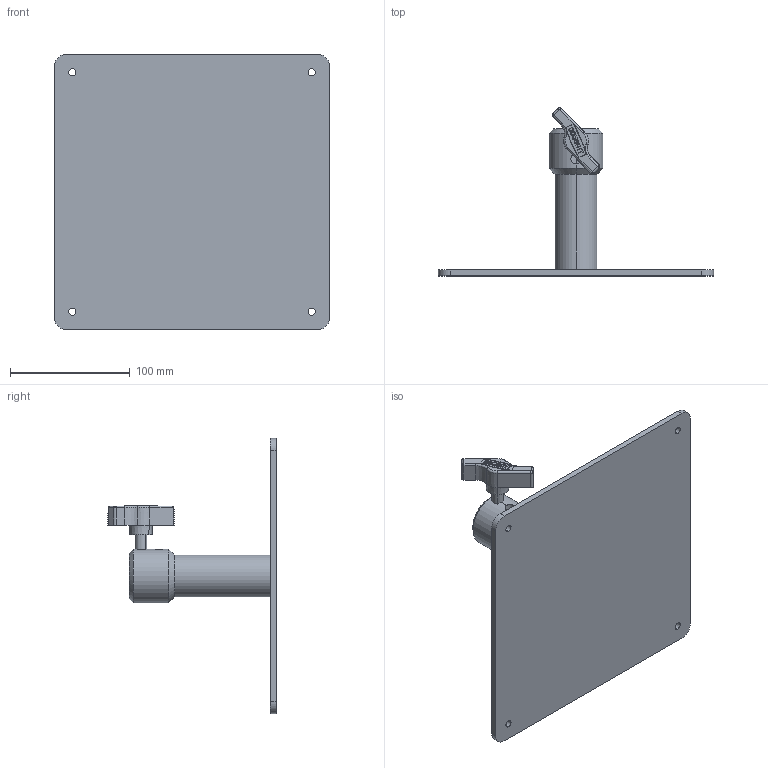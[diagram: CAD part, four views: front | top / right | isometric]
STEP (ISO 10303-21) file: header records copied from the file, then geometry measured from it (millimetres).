
FILE_DESCRIPTION (( 'STEP AP203' ), '1' );
FILE_NAME ('T54200.STEP', '2023-01-18T17:16:50', ( '' ), ( '' ), 'SwSTEP 2.0', 'SolidWorks 2022', '' );
FILE_SCHEMA (( 'CONFIG_CONTROL_DESIGN' ));
Length unit declared in the file: millimetre
Products named in the file (5): TH1371; T54200; TH1372; Doughty Knob_S0140; TH1370
Assembly tree (4 placements, depth 3):
  T54200
    TH1372
      TH1370
      TH1371
    Doughty Knob_S0140
Bounding box: 230 x 140.8 x 230 mm (x, y, z)
Volume: 335843.3 mm3; surface area: 141458.9 mm2
Topology: 3 solids, 3 shells, 160 faces, 413 edges, 268 vertices
Faces by surface type: plane 74, cylinder 62, cone 16, torus 8
Entity records: 5686 total; most frequent: CARTESIAN_POINT 1121, DIRECTION 883, ORIENTED_EDGE 826, EDGE_CURVE 413, AXIS2_PLACEMENT_3D 318, VERTEX_POINT 268, LINE 247, VECTOR 247
